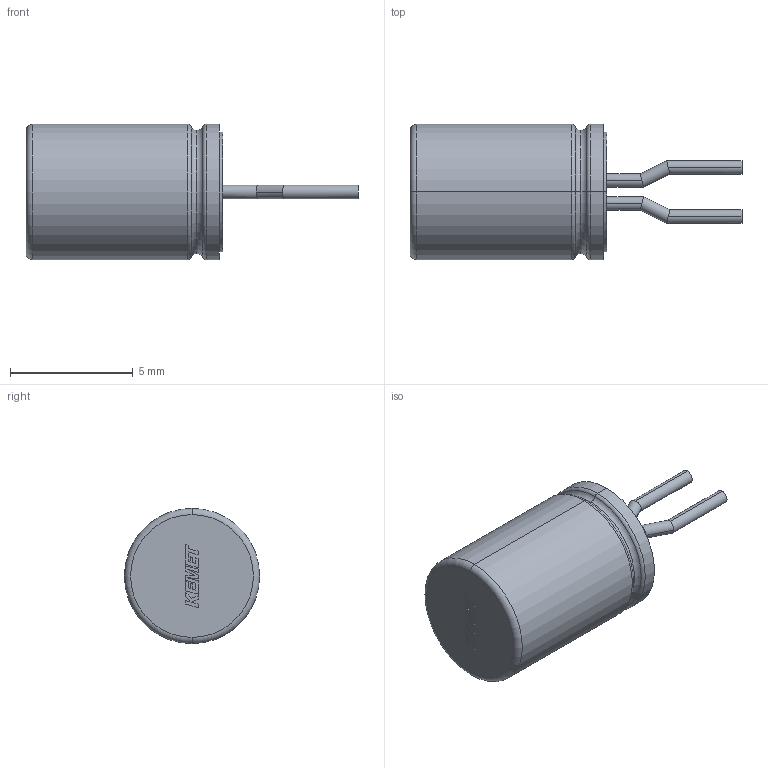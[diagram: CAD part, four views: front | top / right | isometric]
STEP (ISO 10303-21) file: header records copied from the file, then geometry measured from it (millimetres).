
FILE_DESCRIPTION (( 'STEP AP214' ), '1' );
FILE_NAME ('CAR_KPF_5X7_D5.5L8S2LL3F0.55K2.5.STEP', '2020-06-10T16:07:18', ( '' ), ( '' ), 'SwSTEP 2.0', 'SolidWorks 2014', '' );
FILE_SCHEMA (( 'AUTOMOTIVE_DESIGN' ));
Length unit declared in the file: millimetre
Products named in the file (1): CAR_KPF_5X7_D5.5L8S2LL3F0.55K2.5
Bounding box: 13.51 x 5.5 x 5.5 mm (x, y, z)
Volume: 190 mm3; surface area: 207.4 mm2
Topology: 4 solids, 4 shells, 90 faces, 225 edges, 146 vertices
Faces by surface type: plane 62, cylinder 18, torus 10
Entity records: 3702 total; most frequent: CARTESIAN_POINT 510, ORIENTED_EDGE 450, DIRECTION 429, EDGE_CURVE 225, LINE 171, VECTOR 171, VERTEX_POINT 146, AXIS2_PLACEMENT_3D 129
